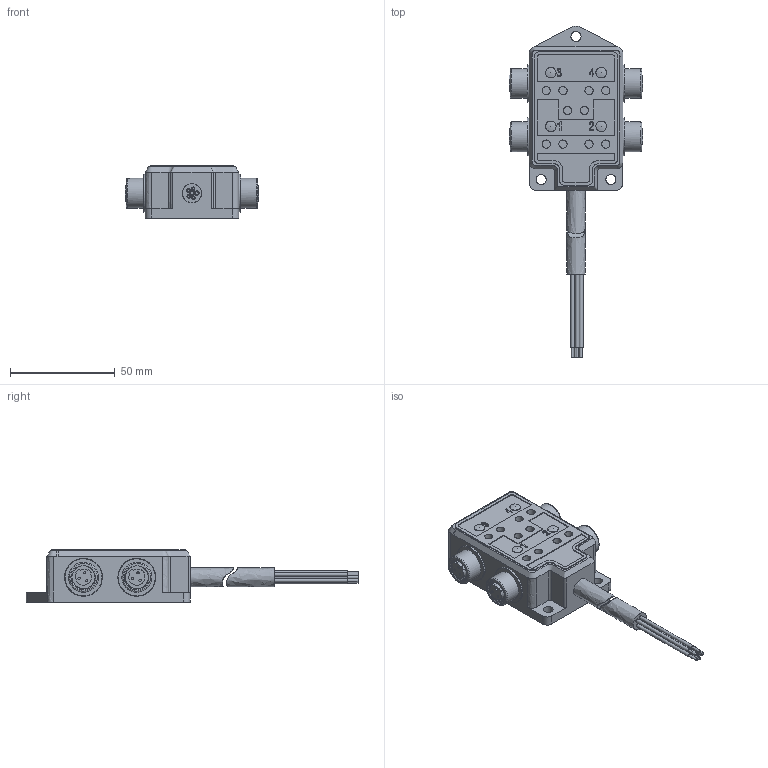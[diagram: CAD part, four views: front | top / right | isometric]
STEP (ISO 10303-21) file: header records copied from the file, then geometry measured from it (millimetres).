
FILE_DESCRIPTION( ('This file contains a STEP AP42 implementation' ,'as created by ZW3D STEP Interface translator.') ,'2;1' );
FILE_NAME( 'ASSU4-3-3AZ-23XX.stp' ,'211223.141424', (''), ('ZWCAD Software Co.'), 'Version 1.0', 'ZW3D to STEP translator', '' );
FILE_SCHEMA(('AUTOMOTIVE_DESIGN'));
Length unit declared in the file: millimetre
Products named in the file (2): 0; ASSU4-3-3AZ-23XX
Bounding box: 63.5 x 158.2 x 25 mm (x, y, z)
Volume: 75797.7 mm3; surface area: 20081 mm2
Topology: 2 solids, 2 shells, 429 faces, 1104 edges, 747 vertices
Faces by surface type: bspline 429
Entity records: 30402 total; most frequent: CARTESIAN_POINT 23416, ORIENTED_EDGE 2200, EDGE_CURVE 1100, B_SPLINE_CURVE_WITH_KNOTS 803, VERTEX_POINT 747, EDGE_LOOP 507, FACE_OUTER_BOUND 429, ADVANCED_FACE 429
